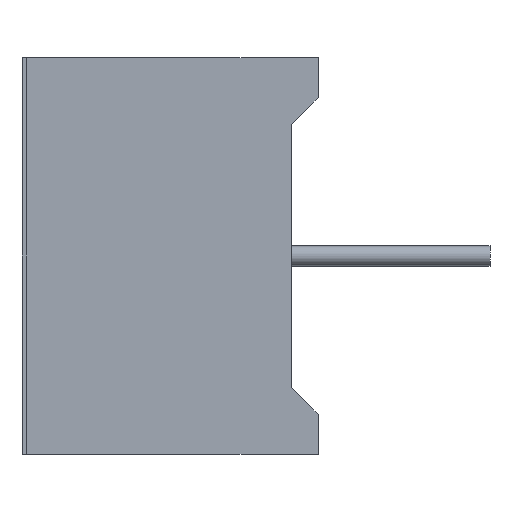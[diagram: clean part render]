
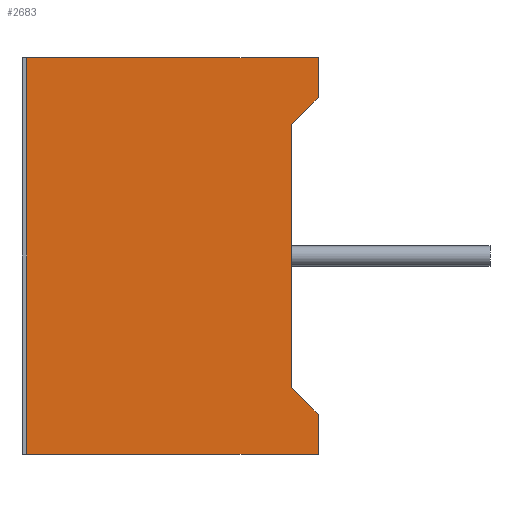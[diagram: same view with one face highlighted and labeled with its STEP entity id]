
A CAD part, left-side view. The second image highlights one B-rep face of the part: STEP entity #2683.
In plain terms, the highlighted planar face has unit normal (-1, 0, 0).
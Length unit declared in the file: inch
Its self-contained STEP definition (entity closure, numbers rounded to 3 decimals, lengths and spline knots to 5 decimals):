
#96 = EDGE_CURVE ( 'NONE', #772, #1625, #565, .T. ) ;
#122 = PLANE ( 'NONE',  #2626 ) ;
#134 = CARTESIAN_POINT ( 'NONE',  ( -0.2955, 0.394, -0.2955 ) ) ;
#169 = CARTESIAN_POINT ( 'NONE',  ( -0.2955, 0., -0.1955 ) ) ;
#223 = VERTEX_POINT ( 'NONE', #1347 ) ;
#232 = EDGE_CURVE ( 'NONE', #1068, #2964, #2564, .T. ) ;
#251 = ORIENTED_EDGE ( 'NONE', *, *, #1307, .F. ) ;
#282 = EDGE_CURVE ( 'NONE', #330, #2964, #2188, .T. ) ;
#330 = VERTEX_POINT ( 'NONE', #2763 ) ;
#390 = ORIENTED_EDGE ( 'NONE', *, *, #2750, .F. ) ;
#398 = CARTESIAN_POINT ( 'NONE',  ( -0.2955, -0.04, 0.2705 ) ) ;
#443 = DIRECTION ( 'NONE',  ( 0., 0., -1. ) ) ;
#496 = EDGE_CURVE ( 'NONE', #1068, #772, #887, .T. ) ;
#565 = LINE ( 'NONE', #3516, #3525 ) ;
#763 = DIRECTION ( 'NONE',  ( 0., 0., 1. ) ) ;
#772 = VERTEX_POINT ( 'NONE', #169 ) ;
#812 = CARTESIAN_POINT ( 'NONE',  ( -0.2955, 0.394, 0.2955 ) ) ;
#887 = LINE ( 'NONE', #1509, #3178 ) ;
#915 = LINE ( 'NONE', #812, #2507 ) ;
#920 = EDGE_CURVE ( 'NONE', #1625, #2282, #2347, .T. ) ;
#1062 = EDGE_LOOP ( 'NONE', ( #2595, #2920, #1449, #1714, #2830, #3854, #251, #390 ) ) ;
#1068 = VERTEX_POINT ( 'NONE', #3761 ) ;
#1139 = CARTESIAN_POINT ( 'NONE',  ( -0.2955, -0.04, 0.2355 ) ) ;
#1230 = CARTESIAN_POINT ( 'NONE',  ( -0.2955, -0.04, -0.2955 ) ) ;
#1307 = EDGE_CURVE ( 'NONE', #1851, #223, #915, .T. ) ;
#1347 = CARTESIAN_POINT ( 'NONE',  ( -0.2955, -0.04, 0.2955 ) ) ;
#1449 = ORIENTED_EDGE ( 'NONE', *, *, #496, .T. ) ;
#1509 = CARTESIAN_POINT ( 'NONE',  ( -0.2955, 0., -0.1955 ) ) ;
#1610 = CARTESIAN_POINT ( 'NONE',  ( -0.2955, 0.394, -0.2955 ) ) ;
#1625 = VERTEX_POINT ( 'NONE', #3006 ) ;
#1628 = VECTOR ( 'NONE', #3132, 39.37008 ) ;
#1714 = ORIENTED_EDGE ( 'NONE', *, *, #96, .T. ) ;
#1762 = VECTOR ( 'NONE', #2831, 39.37008 ) ;
#1815 = DIRECTION ( 'NONE',  ( 0., 0.707, 0.707 ) ) ;
#1851 = VERTEX_POINT ( 'NONE', #2534 ) ;
#1885 = DIRECTION ( 'NONE',  ( 0., -1., 0. ) ) ;
#1994 = DIRECTION ( 'NONE',  ( 0., 0., 1. ) ) ;
#2056 = CARTESIAN_POINT ( 'NONE',  ( -0.2955, -0.04, 0.2355 ) ) ;
#2104 = LINE ( 'NONE', #398, #3580 ) ;
#2188 = LINE ( 'NONE', #1610, #2884 ) ;
#2241 = DIRECTION ( 'NONE',  ( 1., 0., 0. ) ) ;
#2282 = VERTEX_POINT ( 'NONE', #2056 ) ;
#2286 = LINE ( 'NONE', #3770, #3066 ) ;
#2347 = LINE ( 'NONE', #1139, #1628 ) ;
#2507 = VECTOR ( 'NONE', #1885, 39.37008 ) ;
#2534 = CARTESIAN_POINT ( 'NONE',  ( -0.2955, 0.394, 0.2955 ) ) ;
#2564 = LINE ( 'NONE', #3420, #1762 ) ;
#2580 = EDGE_CURVE ( 'NONE', #2282, #223, #2104, .T. ) ;
#2595 = ORIENTED_EDGE ( 'NONE', *, *, #282, .T. ) ;
#2626 = AXIS2_PLACEMENT_3D ( 'NONE', #134, #2241, #443 ) ;
#2683 = ADVANCED_FACE ( 'NONE', ( #3396 ), #122, .F. ) ;
#2750 = EDGE_CURVE ( 'NONE', #330, #1851, #2286, .T. ) ;
#2763 = CARTESIAN_POINT ( 'NONE',  ( -0.2955, 0.394, -0.2955 ) ) ;
#2803 = DIRECTION ( 'NONE',  ( 0., 0., 1. ) ) ;
#2830 = ORIENTED_EDGE ( 'NONE', *, *, #920, .T. ) ;
#2831 = DIRECTION ( 'NONE',  ( 0., 0., -1. ) ) ;
#2884 = VECTOR ( 'NONE', #3688, 39.37008 ) ;
#2920 = ORIENTED_EDGE ( 'NONE', *, *, #232, .F. ) ;
#2964 = VERTEX_POINT ( 'NONE', #1230 ) ;
#3006 = CARTESIAN_POINT ( 'NONE',  ( -0.2955, 0., 0.1955 ) ) ;
#3066 = VECTOR ( 'NONE', #1994, 39.37008 ) ;
#3132 = DIRECTION ( 'NONE',  ( 0., -0.707, 0.707 ) ) ;
#3178 = VECTOR ( 'NONE', #1815, 39.37008 ) ;
#3396 = FACE_OUTER_BOUND ( 'NONE', #1062, .T. ) ;
#3420 = CARTESIAN_POINT ( 'NONE',  ( -0.2955, -0.04, -0.2705 ) ) ;
#3516 = CARTESIAN_POINT ( 'NONE',  ( -0.2955, 0., -0.2955 ) ) ;
#3525 = VECTOR ( 'NONE', #763, 39.37008 ) ;
#3580 = VECTOR ( 'NONE', #2803, 39.37008 ) ;
#3688 = DIRECTION ( 'NONE',  ( 0., -1., 0. ) ) ;
#3761 = CARTESIAN_POINT ( 'NONE',  ( -0.2955, -0.04, -0.2355 ) ) ;
#3770 = CARTESIAN_POINT ( 'NONE',  ( -0.2955, 0.394, -0.2955 ) ) ;
#3854 = ORIENTED_EDGE ( 'NONE', *, *, #2580, .T. ) ;
